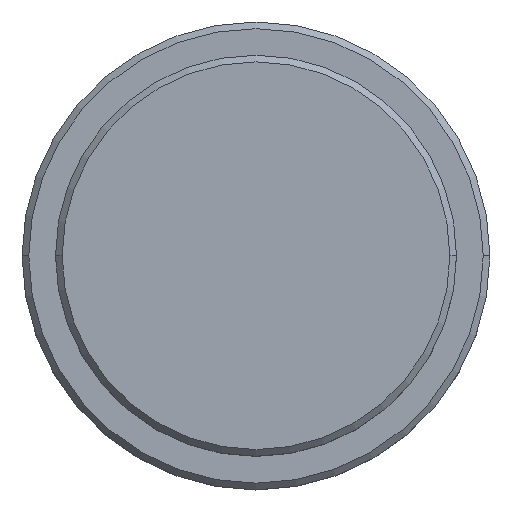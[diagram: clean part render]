
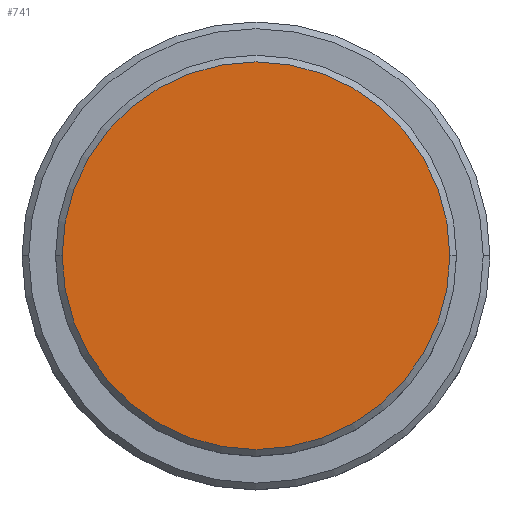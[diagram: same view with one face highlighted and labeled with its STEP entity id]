
A CAD part, top view. The second image highlights one B-rep face of the part: STEP entity #741.
In plain terms, the highlighted planar face has unit normal (0, 0, 1).
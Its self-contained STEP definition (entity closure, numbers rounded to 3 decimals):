
#120 = VERTEX_POINT ( 'NONE', #372 ) ;
#253 = FACE_OUTER_BOUND ( 'NONE', #826, .T. ) ;
#278 = CARTESIAN_POINT ( 'NONE',  ( -14.5, 0., 0. ) ) ;
#294 = CIRCLE ( 'NONE', #545, 14.5 ) ;
#295 = ORIENTED_EDGE ( 'NONE', *, *, #1383, .T. ) ;
#368 = DIRECTION ( 'NONE',  ( 0., 0., 1. ) ) ;
#372 = CARTESIAN_POINT ( 'NONE',  ( 14.5, 0., 0. ) ) ;
#409 = ORIENTED_EDGE ( 'NONE', *, *, #830, .T. ) ;
#453 = DIRECTION ( 'NONE',  ( 1., 0., 0. ) ) ;
#545 = AXIS2_PLACEMENT_3D ( 'NONE', #919, #368, #1312 ) ;
#553 = CARTESIAN_POINT ( 'NONE',  ( 0., 0., 0. ) ) ;
#635 = DIRECTION ( 'NONE',  ( 1., 0., 0. ) ) ;
#694 = PLANE ( 'NONE',  #1329 ) ;
#741 = ADVANCED_FACE ( 'NONE', ( #253 ), #694, .T. ) ;
#752 = CIRCLE ( 'NONE', #1086, 14.5 ) ;
#826 = EDGE_LOOP ( 'NONE', ( #295, #409 ) ) ;
#830 = EDGE_CURVE ( 'NONE', #120, #1041, #752, .T. ) ;
#894 = DIRECTION ( 'NONE',  ( 0., 0., 1. ) ) ;
#919 = CARTESIAN_POINT ( 'NONE',  ( 0., 0., 0. ) ) ;
#1041 = VERTEX_POINT ( 'NONE', #278 ) ;
#1086 = AXIS2_PLACEMENT_3D ( 'NONE', #553, #894, #635 ) ;
#1131 = DIRECTION ( 'NONE',  ( 0., 0., 1. ) ) ;
#1312 = DIRECTION ( 'NONE',  ( 1., 0., 0. ) ) ;
#1329 = AXIS2_PLACEMENT_3D ( 'NONE', #1343, #1131, #453 ) ;
#1343 = CARTESIAN_POINT ( 'NONE',  ( 0., 0., 0. ) ) ;
#1383 = EDGE_CURVE ( 'NONE', #1041, #120, #294, .T. ) ;
